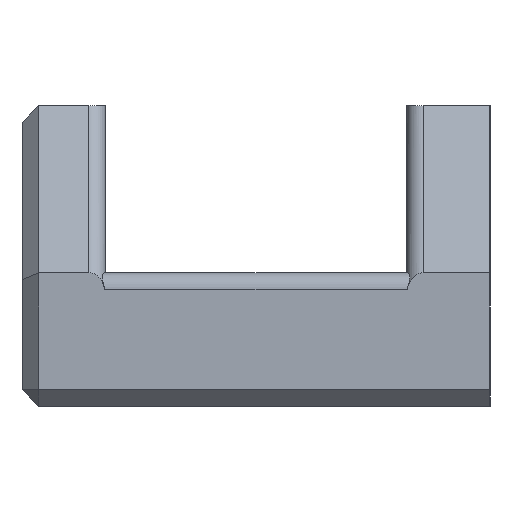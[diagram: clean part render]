
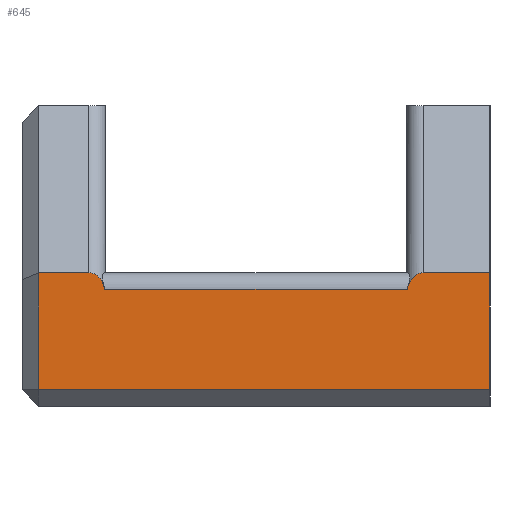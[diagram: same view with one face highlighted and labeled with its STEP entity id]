
A CAD part, left-side view. The second image highlights one B-rep face of the part: STEP entity #645.
In plain terms, the highlighted planar face has unit normal (-1, 0, 0).
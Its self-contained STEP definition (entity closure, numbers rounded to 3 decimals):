
#107=ELLIPSE('',#707,1.414,1.);
#108=ELLIPSE('',#708,1.414,1.);
#129=FACE_OUTER_BOUND('',#163,.T.);
#163=EDGE_LOOP('',(#503,#504,#505,#506,#507,#508,#509,#510));
#199=LINE('',#990,#261);
#202=LINE('',#994,#264);
#221=LINE('',#1039,#283);
#223=LINE('',#1043,#285);
#224=LINE('',#1045,#286);
#225=LINE('',#1049,#287);
#261=VECTOR('',#782,10.);
#264=VECTOR('',#787,10.);
#283=VECTOR('',#830,6.);
#285=VECTOR('',#834,8.);
#286=VECTOR('',#835,18.);
#287=VECTOR('',#838,10.);
#316=VERTEX_POINT('',#974);
#320=VERTEX_POINT('',#983);
#322=VERTEX_POINT('',#988);
#336=VERTEX_POINT('',#1038);
#337=VERTEX_POINT('',#1042);
#338=VERTEX_POINT('',#1044);
#339=VERTEX_POINT('',#1046);
#340=VERTEX_POINT('',#1048);
#375=EDGE_CURVE('',#322,#320,#199,.T.);
#378=EDGE_CURVE('',#320,#316,#202,.T.);
#401=EDGE_CURVE('',#316,#336,#221,.T.);
#403=EDGE_CURVE('',#322,#337,#223,.T.);
#404=EDGE_CURVE('',#338,#337,#224,.T.);
#405=EDGE_CURVE('',#339,#338,#107,.T.);
#406=EDGE_CURVE('',#340,#339,#225,.T.);
#407=EDGE_CURVE('',#336,#340,#108,.T.);
#503=ORIENTED_EDGE('',*,*,#378,.F.);
#504=ORIENTED_EDGE('',*,*,#375,.F.);
#505=ORIENTED_EDGE('',*,*,#403,.T.);
#506=ORIENTED_EDGE('',*,*,#404,.F.);
#507=ORIENTED_EDGE('',*,*,#405,.F.);
#508=ORIENTED_EDGE('',*,*,#406,.F.);
#509=ORIENTED_EDGE('',*,*,#407,.F.);
#510=ORIENTED_EDGE('',*,*,#401,.F.);
#621=PLANE('',#706);
#645=ADVANCED_FACE('',(#129),#621,.T.);
#706=AXIS2_PLACEMENT_3D('',#1041,#832,#833);
#707=AXIS2_PLACEMENT_3D('',#1047,#836,#837);
#708=AXIS2_PLACEMENT_3D('',#1050,#839,#840);
#782=DIRECTION('',(0.,1.,0.));
#787=DIRECTION('',(0.,0.,1.));
#830=DIRECTION('',(0.,-1.,0.));
#832=DIRECTION('center_axis',(-1.,0.,0.));
#833=DIRECTION('ref_axis',(0.,0.,1.));
#834=DIRECTION('',(0.,0.,1.));
#835=DIRECTION('',(0.,-1.,0.));
#836=DIRECTION('center_axis',(1.,0.,0.));
#837=DIRECTION('ref_axis',(0.,0.,1.));
#838=DIRECTION('',(0.,-1.,0.));
#839=DIRECTION('center_axis',(1.,0.,0.));
#840=DIRECTION('ref_axis',(0.,0.,1.));
#974=CARTESIAN_POINT('',(-48.,10.,8.));
#983=CARTESIAN_POINT('',(-48.,10.,1.));
#988=CARTESIAN_POINT('',(-48.,-17.,1.));
#990=CARTESIAN_POINT('',(-48.,6.,1.));
#994=CARTESIAN_POINT('',(-48.,10.,0.));
#1038=CARTESIAN_POINT('',(-48.,7.,8.));
#1039=CARTESIAN_POINT('',(-48.,12.,8.));
#1041=CARTESIAN_POINT('Origin',(-48.,12.,0.));
#1042=CARTESIAN_POINT('',(-48.,-17.,8.));
#1043=CARTESIAN_POINT('',(-48.,-17.,0.));
#1044=CARTESIAN_POINT('',(-48.,-13.,8.));
#1045=CARTESIAN_POINT('',(-48.,6.,8.));
#1046=CARTESIAN_POINT('',(-48.,-12.044,7.));
#1047=CARTESIAN_POINT('Origin',(-48.,-13.,6.586));
#1048=CARTESIAN_POINT('',(-48.,6.044,7.));
#1049=CARTESIAN_POINT('',(-48.,6.,7.));
#1050=CARTESIAN_POINT('Origin',(-48.,7.,6.586));
